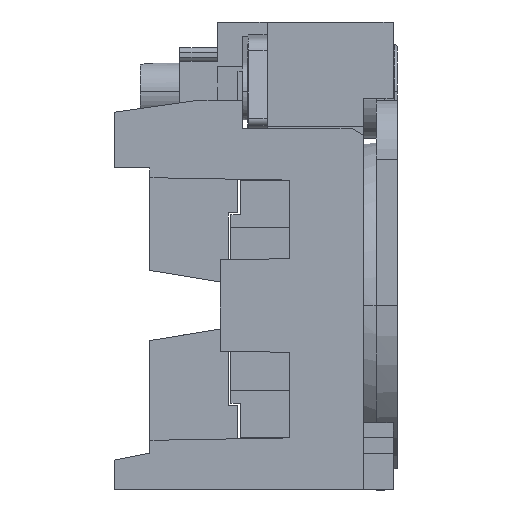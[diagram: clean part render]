
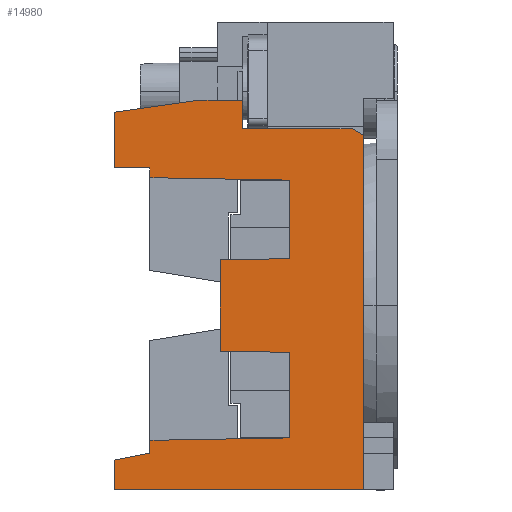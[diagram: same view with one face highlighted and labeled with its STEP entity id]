
A CAD part, left-side view. The second image highlights one B-rep face of the part: STEP entity #14980.
In plain terms, the highlighted planar face has unit normal (-1, 0, 0).
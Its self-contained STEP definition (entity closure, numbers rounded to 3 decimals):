
#5414=VERTEX_POINT('',#16111);
#5580=VERTEX_POINT('',#16293);
#5642=EDGE_CURVE('',#5414,#13658,#16362,.T.);
#6070=EDGE_CURVE('',#11906,#11008,#16830,.T.);
#6206=EDGE_CURVE('',#5580,#11646,#16976,.T.);
#6308=EDGE_CURVE('',#8810,#8576,#17090,.T.);
#6426=EDGE_CURVE('',#5580,#7098,#17215,.T.);
#6664=EDGE_CURVE('',#8576,#8776,#17474,.T.);
#6694=EDGE_CURVE('',#15488,#9304,#17510,.T.);
#6822=EDGE_CURVE('',#9304,#11906,#17650,.T.);
#7098=VERTEX_POINT('',#17949);
#7900=VERTEX_POINT('',#18829);
#8244=EDGE_CURVE('',#11008,#14416,#19203,.T.);
#8460=EDGE_CURVE('',#7900,#7098,#19441,.T.);
#8576=VERTEX_POINT('',#19563);
#8596=EDGE_CURVE('',#15682,#7900,#19584,.T.);
#8776=VERTEX_POINT('',#19776);
#8790=EDGE_CURVE('',#11646,#8810,#19791,.T.);
#8810=VERTEX_POINT('',#19814);
#8872=EDGE_CURVE('',#11658,#14416,#19882,.T.);
#9304=VERTEX_POINT('',#20349);
#9372=EDGE_CURVE('',#13658,#9526,#20418,.T.);
#9526=VERTEX_POINT('',#20584);
#9538=EDGE_CURVE('',#5414,#14384,#20596,.T.);
#11008=VERTEX_POINT('',#22198);
#11646=VERTEX_POINT('',#22898);
#11658=VERTEX_POINT('',#22911);
#11906=VERTEX_POINT('',#23182);
#12034=VERTEX_POINT('',#23318);
#12192=EDGE_CURVE('',#8776,#12034,#23490,.T.);
#12224=EDGE_CURVE('',#12034,#14906,#23523,.T.);
#13658=VERTEX_POINT('',#25110);
#14230=EDGE_CURVE('',#9526,#15682,#25721,.T.);
#14384=VERTEX_POINT('',#25887);
#14416=VERTEX_POINT('',#25923);
#14602=EDGE_CURVE('',#14906,#15488,#26124,.T.);
#14906=VERTEX_POINT('',#26454);
#14980=ADVANCED_FACE('',(#26536),#26537,.F.);
#15488=VERTEX_POINT('',#27078);
#15682=VERTEX_POINT('',#27292);
#15766=EDGE_CURVE('',#11658,#14384,#27384,.T.);
#16111=CARTESIAN_POINT('',(-15.0,2.851,14.523));
#16293=CARTESIAN_POINT('',(-15.0,24.101,11.75));
#16362=LINE('',#28115,#28116);
#16830=LINE('',#28795,#28796);
#16976=LINE('',#29017,#29018);
#17090=LINE('',#29191,#29192);
#17215=LINE('',#29370,#29371);
#17474=LINE('',#29764,#29765);
#17510=LINE('',#29808,#29809);
#17650=LINE('',#30012,#30013);
#17949=CARTESIAN_POINT('',(-15.0,24.101,16.5));
#18829=CARTESIAN_POINT('',(-15.0,17.101,17.5));
#19203=LINE('',#32211,#32212);
#19441=LINE('',#32544,#32545);
#19563=CARTESIAN_POINT('',(-15.0,9.151,10.701));
#19584=LINE('',#32753,#32754);
#19776=CARTESIAN_POINT('',(-15.0,9.151,3.999));
#19791=LINE('',#33038,#33039);
#19814=CARTESIAN_POINT('',(-15.0,21.101,10.909));
#19882=LINE('',#33154,#33155);
#20349=CARTESIAN_POINT('',(-15.0,9.151,-11.301));
#20418=LINE('',#33931,#33932);
#20584=CARTESIAN_POINT('',(-15.0,13.201,15.1));
#20596=LINE('',#34196,#34197);
#22198=CARTESIAN_POINT('',(-15.0,21.101,-12.6));
#22898=CARTESIAN_POINT('',(-15.0,21.101,11.75));
#22911=CARTESIAN_POINT('',(-15.0,24.101,-15.7));
#23182=CARTESIAN_POINT('',(-15.0,21.101,-11.509));
#23318=CARTESIAN_POINT('',(-15.0,15.101,3.895));
#23490=LINE('',#38346,#38347);
#23523=LINE('',#38394,#38395);
#25110=CARTESIAN_POINT('',(-15.0,3.851,15.1));
#25721=LINE('',#41515,#41516);
#25887=CARTESIAN_POINT('',(-15.0,2.851,-15.7));
#25923=CARTESIAN_POINT('',(-15.0,24.101,-13.2));
#26124=LINE('',#42076,#42077);
#26454=CARTESIAN_POINT('',(-15.0,15.101,-3.895));
#26536=FACE_OUTER_BOUND('',#42663,.T.);
#26537=PLANE('',#42664);
#27078=CARTESIAN_POINT('',(-15.0,9.151,-3.999));
#27292=CARTESIAN_POINT('',(-15.0,13.201,17.5));
#27384=LINE('',#43887,#43888);
#28115=CARTESIAN_POINT('',(-15.0,4.611,15.539));
#28116=VECTOR('',#44607,1.0);
#28795=CARTESIAN_POINT('',(-15.0,21.101,0.625));
#28796=VECTOR('',#45091,1.0);
#29017=CARTESIAN_POINT('',(-15.0,18.789,11.75));
#29018=VECTOR('',#45273,1.0);
#29191=CARTESIAN_POINT('',(-15.0,17.232,10.842));
#29192=VECTOR('',#45401,1.0);
#29370=CARTESIAN_POINT('',(-15.0,24.101,4.25));
#29371=VECTOR('',#45512,1.0);
#29764=CARTESIAN_POINT('',(-15.0,9.151,7.475));
#29765=VECTOR('',#45785,1.0);
#29808=CARTESIAN_POINT('',(-15.0,9.151,0.125));
#29809=VECTOR('',#45844,1.0);
#30012=CARTESIAN_POINT('',(-15.0,11.177,-11.336));
#30013=VECTOR('',#46013,1.0);
#32211=CARTESIAN_POINT('',(-15.0,15.815,-11.543));
#32212=VECTOR('',#47786,1.0);
#32544=CARTESIAN_POINT('',(-15.0,16.252,17.621));
#32545=VECTOR('',#48079,1.0);
#32753=CARTESIAN_POINT('',(-15.0,18.789,17.5));
#32754=VECTOR('',#48188,1.0);
#33038=CARTESIAN_POINT('',(-15.0,21.101,8.));
#33039=VECTOR('',#48396,1.0);
#33154=CARTESIAN_POINT('',(-15.0,24.101,4.25));
#33155=VECTOR('',#48495,1.0);
#33931=CARTESIAN_POINT('',(-15.0,8.664,15.1));
#33932=VECTOR('',#48968,1.0);
#34196=CARTESIAN_POINT('',(-15.0,2.851,4.25));
#34197=VECTOR('',#49115,1.0);
#38346=CARTESIAN_POINT('',(-15.0,11.311,3.961));
#38347=VECTOR('',#52239,1.0);
#38394=CARTESIAN_POINT('',(-15.0,15.101,4.073));
#38395=VECTOR('',#52257,1.0);
#41515=CARTESIAN_POINT('',(-15.0,13.201,9.675));
#41516=VECTOR('',#54685,1.0);
#42076=CARTESIAN_POINT('',(-15.0,14.36,-3.908));
#42077=VECTOR('',#55049,1.0);
#42663=EDGE_LOOP('',(#55508,#55509,#55510,#55511,#55512,#55513,#55514,#55515,#55516,#55517,#55518,#55519,#55520,#55521,#55522,#55523,#55524,#55525,#55526,#55527));
#42664=AXIS2_PLACEMENT_3D('',#55528,#55529,#55530);
#43887=CARTESIAN_POINT('',(-15.0,13.476,-15.7));
#43888=VECTOR('',#56325,1.0);
#44607=DIRECTION('',(-0.0,0.866,0.5));
#45091=DIRECTION('',(0.0,0.0,-1.0));
#45273=DIRECTION('',(0.0,-1.0,0.0));
#45401=DIRECTION('',(0.0,-1.,-0.017));
#45512=DIRECTION('',(0.0,0.0,1.0));
#45785=DIRECTION('',(0.0,-0.0,-1.0));
#45844=DIRECTION('',(0.0,-0.0,-1.0));
#46013=DIRECTION('',(0.0,1.,-0.017));
#47786=DIRECTION('',(0.0,0.981,-0.196));
#48079=DIRECTION('',(0.0,0.99,-0.141));
#48188=DIRECTION('',(-0.0,1.0,0.0));
#48396=DIRECTION('',(0.0,0.0,-1.0));
#48495=DIRECTION('',(0.0,0.0,1.0));
#48968=DIRECTION('',(-0.0,1.0,0.0));
#49115=DIRECTION('',(0.0,0.0,-1.0));
#52239=DIRECTION('',(0.0,1.,-0.017));
#52257=DIRECTION('',(0.0,-0.0,-1.0));
#54685=DIRECTION('',(0.0,0.0,1.0));
#55049=DIRECTION('',(0.0,-1.,-0.017));
#55508=ORIENTED_EDGE('',*,*,#6822,.T.);
#55509=ORIENTED_EDGE('',*,*,#6070,.T.);
#55510=ORIENTED_EDGE('',*,*,#8244,.T.);
#55511=ORIENTED_EDGE('',*,*,#8872,.F.);
#55512=ORIENTED_EDGE('',*,*,#15766,.T.);
#55513=ORIENTED_EDGE('',*,*,#9538,.F.);
#55514=ORIENTED_EDGE('',*,*,#5642,.T.);
#55515=ORIENTED_EDGE('',*,*,#9372,.T.);
#55516=ORIENTED_EDGE('',*,*,#14230,.T.);
#55517=ORIENTED_EDGE('',*,*,#8596,.T.);
#55518=ORIENTED_EDGE('',*,*,#8460,.T.);
#55519=ORIENTED_EDGE('',*,*,#6426,.F.);
#55520=ORIENTED_EDGE('',*,*,#6206,.T.);
#55521=ORIENTED_EDGE('',*,*,#8790,.T.);
#55522=ORIENTED_EDGE('',*,*,#6308,.T.);
#55523=ORIENTED_EDGE('',*,*,#6664,.T.);
#55524=ORIENTED_EDGE('',*,*,#12192,.T.);
#55525=ORIENTED_EDGE('',*,*,#12224,.T.);
#55526=ORIENTED_EDGE('',*,*,#14602,.T.);
#55527=ORIENTED_EDGE('',*,*,#6694,.T.);
#55528=CARTESIAN_POINT('',(-15.0,13.476,4.25));
#55529=DIRECTION('',(1.0,0.0,0.0));
#55530=DIRECTION('',(0.0,-1.0,0.0));
#56325=DIRECTION('',(0.0,-1.0,0.0));
